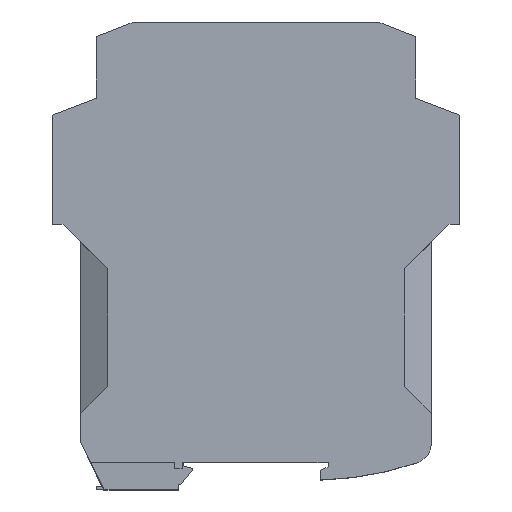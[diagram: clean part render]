
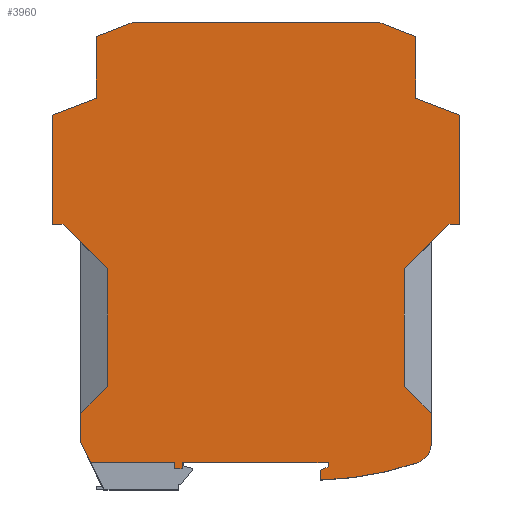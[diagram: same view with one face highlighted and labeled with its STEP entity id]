
A CAD part, top view. The second image highlights one B-rep face of the part: STEP entity #3960.
In plain terms, the highlighted planar face has unit normal (0, 0, 1).
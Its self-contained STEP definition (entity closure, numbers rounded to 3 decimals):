
#120=CARTESIAN_POINT('',(42.55,19.5,
22.6));
#130=VERTEX_POINT('',#120);
#600=CARTESIAN_POINT('',(42.55,12.211,
22.6));
#610=VERTEX_POINT('',#600);
#640=CARTESIAN_POINT('',(42.55,0.,22.6));
#650=DIRECTION('',(0.,-1.,0.));
#660=VECTOR('',#650,1.);
#670=LINE('',#640,#660);
#680=EDGE_CURVE('',#130,#610,#670,.T.);
#990=CARTESIAN_POINT('',(-19.75,6.,
22.6));
#1000=VERTEX_POINT('',#990);
#1030=CARTESIAN_POINT('',(0.,6.,22.6));
#1040=DIRECTION('',(-1.,0.,0.));
#1050=VECTOR('',#1040,1.);
#1060=LINE('',#1030,#1050);
#1070=CARTESIAN_POINT('',(-17.95,6.,
22.6));
#1080=VERTEX_POINT('',#1070);
#1090=EDGE_CURVE('',#1080,#1000,#1060,.T.);
#1360=CARTESIAN_POINT('',(46.85,65.4,
22.6));
#1370=VERTEX_POINT('',#1360);
#1420=CARTESIAN_POINT('',(0.,65.4,22.6));
#1430=DIRECTION('',(-1.,0.,0.));
#1440=VECTOR('',#1430,1.);
#1450=LINE('',#1420,#1440);
#1460=CARTESIAN_POINT('',(49.5,65.4,
22.6));
#1470=VERTEX_POINT('',#1460);
#1480=EDGE_CURVE('',#1470,#1370,#1450,.T.);
#1740=CARTESIAN_POINT('',(23.141,11.929,
22.6));
#1750=DIRECTION('',(0.,0.,-1.));
#1760=DIRECTION('',(-1.,0.,0.));
#1770=AXIS2_PLACEMENT_3D('',#1740,#1750,#1760);
#1780=PLANE('',#1770);
#1790=CARTESIAN_POINT('',(0.,62.05,22.6));
#1800=DIRECTION('',(-0.707,-0.707,0.));
#1810=VECTOR('',#1800,1.);
#1820=LINE('',#1790,#1810);
#1830=CARTESIAN_POINT('',(-36.05,26.,
22.6));
#1840=VERTEX_POINT('',#1830);
#1850=CARTESIAN_POINT('',(-42.55,19.5,
22.6));
#1860=VERTEX_POINT('',#1850);
#1870=EDGE_CURVE('',#1840,#1860,#1820,.T.);
#1880=ORIENTED_EDGE('',*,*,#1870,.T.);
#1890=CARTESIAN_POINT('',(-36.05,0.,22.6));
#1900=DIRECTION('',(0.,1.,0.));
#1910=VECTOR('',#1900,1.);
#1920=LINE('',#1890,#1910);
#1930=CARTESIAN_POINT('',(-36.05,54.6,
22.6));
#1940=VERTEX_POINT('',#1930);
#1950=EDGE_CURVE('',#1840,#1940,#1920,.T.);
#1960=ORIENTED_EDGE('',*,*,#1950,.F.);
#1970=CARTESIAN_POINT('',(0.,18.55,22.6));
#1980=DIRECTION('',(-0.707,0.707,0.));
#1990=VECTOR('',#1980,1.);
#2000=LINE('',#1970,#1990);
#2010=CARTESIAN_POINT('',(-46.85,65.4,
22.6));
#2020=VERTEX_POINT('',#2010);
#2030=EDGE_CURVE('',#1940,#2020,#2000,.T.);
#2040=ORIENTED_EDGE('',*,*,#2030,.F.);
#2050=CARTESIAN_POINT('',(0.,65.4,22.6));
#2060=DIRECTION('',(-1.,0.,0.));
#2070=VECTOR('',#2060,1.);
#2080=LINE('',#2050,#2070);
#2090=CARTESIAN_POINT('',(-49.5,65.4,
22.6));
#2100=VERTEX_POINT('',#2090);
#2110=EDGE_CURVE('',#2020,#2100,#2080,.T.);
#2120=ORIENTED_EDGE('',*,*,#2110,.F.);
#2130=CARTESIAN_POINT('',(-49.5,0.,22.6));
#2140=DIRECTION('',(0.,1.,0.));
#2150=VECTOR('',#2140,1.);
#2160=LINE('',#2130,#2150);
#2170=CARTESIAN_POINT('',(-49.5,91.9,
22.6));
#2180=VERTEX_POINT('',#2170);
#2190=EDGE_CURVE('',#2100,#2180,#2160,.T.);
#2200=ORIENTED_EDGE('',*,*,#2190,.F.);
#2210=CARTESIAN_POINT('',(0.,110.867,22.6));
#2220=DIRECTION('',(0.934,0.358,0.));
#2230=VECTOR('',#2220,1.);
#2240=LINE('',#2210,#2230);
#2250=CARTESIAN_POINT('',(-38.8,96.,
22.6));
#2260=VERTEX_POINT('',#2250);
#2270=EDGE_CURVE('',#2180,#2260,#2240,.T.);
#2280=ORIENTED_EDGE('',*,*,#2270,.F.);
#2290=CARTESIAN_POINT('',(-38.8,0.,22.6));
#2300=DIRECTION('',(0.,1.,0.));
#2310=VECTOR('',#2300,1.);
#2320=LINE('',#2290,#2310);
#2330=CARTESIAN_POINT('',(-38.8,110.968,
22.6));
#2340=VERTEX_POINT('',#2330);
#2350=EDGE_CURVE('',#2260,#2340,#2320,.T.);
#2360=ORIENTED_EDGE('',*,*,#2350,.F.);
#2370=CARTESIAN_POINT('',(0.,125.862,22.6));
#2380=DIRECTION('',(0.934,0.358,0.));
#2390=VECTOR('',#2380,1.);
#2400=LINE('',#2370,#2390);
#2410=CARTESIAN_POINT('',(-29.6,114.5,
22.6));
#2420=VERTEX_POINT('',#2410);
#2430=EDGE_CURVE('',#2340,#2420,#2400,.T.);
#2440=ORIENTED_EDGE('',*,*,#2430,.F.);
#2450=CARTESIAN_POINT('',(0.,114.5,22.6));
#2460=DIRECTION('',(-1.,0.,0.));
#2470=VECTOR('',#2460,1.);
#2480=LINE('',#2450,#2470);
#2490=CARTESIAN_POINT('',(29.6,114.5,
22.6));
#2500=VERTEX_POINT('',#2490);
#2510=EDGE_CURVE('',#2500,#2420,#2480,.T.);
#2520=ORIENTED_EDGE('',*,*,#2510,.T.);
#2530=CARTESIAN_POINT('',(0.,125.862,22.6));
#2540=DIRECTION('',(-0.934,0.358,0.));
#2550=VECTOR('',#2540,1.);
#2560=LINE('',#2530,#2550);
#2570=CARTESIAN_POINT('',(38.8,110.968,
22.6));
#2580=VERTEX_POINT('',#2570);
#2590=EDGE_CURVE('',#2580,#2500,#2560,.T.);
#2600=ORIENTED_EDGE('',*,*,#2590,.T.);
#2610=CARTESIAN_POINT('',(38.8,0.,22.6));
#2620=DIRECTION('',(0.,1.,0.));
#2630=VECTOR('',#2620,1.);
#2640=LINE('',#2610,#2630);
#2650=CARTESIAN_POINT('',(38.8,96.,
22.6));
#2660=VERTEX_POINT('',#2650);
#2670=EDGE_CURVE('',#2660,#2580,#2640,.T.);
#2680=ORIENTED_EDGE('',*,*,#2670,.T.);
#2690=CARTESIAN_POINT('',(0.,110.867,
22.6));
#2700=DIRECTION('',(-0.934,0.358,0.));
#2710=VECTOR('',#2700,1.);
#2720=LINE('',#2690,#2710);
#2730=CARTESIAN_POINT('',(49.5,91.9,
22.6));
#2740=VERTEX_POINT('',#2730);
#2750=EDGE_CURVE('',#2740,#2660,#2720,.T.);
#2760=ORIENTED_EDGE('',*,*,#2750,.T.);
#2770=CARTESIAN_POINT('',(49.5,0.,
22.6));
#2780=DIRECTION('',(0.,1.,0.));
#2790=VECTOR('',#2780,1.);
#2800=LINE('',#2770,#2790);
#2810=EDGE_CURVE('',#1470,#2740,#2800,.T.);
#2820=ORIENTED_EDGE('',*,*,#2810,.T.);
#2830=ORIENTED_EDGE('',*,*,#1480,.F.);
#2840=CARTESIAN_POINT('',(-18.55,0.,22.6));
#2850=DIRECTION('',(-0.707,-0.707,0.));
#2860=VECTOR('',#2850,1.);
#2870=LINE('',#2840,#2860);
#2880=CARTESIAN_POINT('',(36.05,54.6,
22.6));
#2890=VERTEX_POINT('',#2880);
#2900=EDGE_CURVE('',#1370,#2890,#2870,.T.);
#2910=ORIENTED_EDGE('',*,*,#2900,.F.);
#2920=CARTESIAN_POINT('',(36.05,0.,22.6));
#2930=DIRECTION('',(0.,-1.,0.));
#2940=VECTOR('',#2930,1.);
#2950=LINE('',#2920,#2940);
#2960=CARTESIAN_POINT('',(36.05,26.,
22.6));
#2970=VERTEX_POINT('',#2960);
#2980=EDGE_CURVE('',#2890,#2970,#2950,.T.);
#2990=ORIENTED_EDGE('',*,*,#2980,.F.);
#3000=CARTESIAN_POINT('',(0.,62.05,22.6));
#3010=DIRECTION('',(0.707,-0.707,0.));
#3020=VECTOR('',#3010,1.);
#3030=LINE('',#3000,#3020);
#3040=EDGE_CURVE('',#2970,#130,#3030,.T.);
#3050=ORIENTED_EDGE('',*,*,#3040,.F.);
#3060=ORIENTED_EDGE('',*,*,#680,.F.);
#3070=CARTESIAN_POINT('',(37.55,12.211,
22.6));
#3080=DIRECTION('',(0.,0.,1.));
#3090=DIRECTION('',(1.,0.,0.));
#3100=AXIS2_PLACEMENT_3D('',#3070,#3080,#3090);
#3110=CIRCLE('',#3100,5.);
#3120=CARTESIAN_POINT('',(39.153,7.475,
22.6));
#3130=VERTEX_POINT('',#3120);
#3140=EDGE_CURVE('',#3130,#610,#3110,.T.);
#3150=ORIENTED_EDGE('',*,*,#3140,.T.);
#3160=CARTESIAN_POINT('',(13.5,83.25,
22.6));
#3170=DIRECTION('',(0.,0.,1.));
#3180=DIRECTION('',(1.,0.,0.));
#3190=AXIS2_PLACEMENT_3D('',#3160,#3170,#3180);
#3200=CIRCLE('',#3190,80.);
#3210=CARTESIAN_POINT('',(15.7,3.28,
22.6));
#3220=VERTEX_POINT('',#3210);
#3230=EDGE_CURVE('',#3220,#3130,#3200,.T.);
#3240=ORIENTED_EDGE('',*,*,#3230,.T.);
#3250=CARTESIAN_POINT('',(15.7,0.,22.6));
#3260=DIRECTION('',(0.,1.,0.));
#3270=VECTOR('',#3260,1.);
#3280=LINE('',#3250,#3270);
#3290=CARTESIAN_POINT('',(15.7,5.661,
22.6));
#3300=VERTEX_POINT('',#3290);
#3310=EDGE_CURVE('',#3220,#3300,#3280,.T.);
#3320=ORIENTED_EDGE('',*,*,#3310,.F.);
#3330=CARTESIAN_POINT('',(0.,-1.66,22.6));
#3340=DIRECTION('',(0.906,0.423,0.));
#3350=VECTOR('',#3340,1.);
#3360=LINE('',#3330,#3350);
#3370=CARTESIAN_POINT('',(17.5,6.5,
22.6));
#3380=VERTEX_POINT('',#3370);
#3390=EDGE_CURVE('',#3300,#3380,#3360,.T.);
#3400=ORIENTED_EDGE('',*,*,#3390,.F.);
#3410=CARTESIAN_POINT('',(17.5,0.,22.6));
#3420=DIRECTION('',(0.,1.,0.));
#3430=VECTOR('',#3420,1.);
#3440=LINE('',#3410,#3430);
#3450=CARTESIAN_POINT('',(17.5,7.5,
22.6));
#3460=VERTEX_POINT('',#3450);
#3470=EDGE_CURVE('',#3380,#3460,#3440,.T.);
#3480=ORIENTED_EDGE('',*,*,#3470,.F.);
#3490=CARTESIAN_POINT('',(0.,7.5,22.6));
#3500=DIRECTION('',(1.,0.,0.));
#3510=VECTOR('',#3500,1.);
#3520=LINE('',#3490,#3510);
#3530=CARTESIAN_POINT('',(-17.95,7.5,
22.6));
#3540=VERTEX_POINT('',#3530);
#3550=EDGE_CURVE('',#3540,#3460,#3520,.T.);
#3560=ORIENTED_EDGE('',*,*,#3550,.T.);
#3570=CARTESIAN_POINT('',(-17.95,0.,22.6));
#3580=DIRECTION('',(0.,-1.,0.));
#3590=VECTOR('',#3580,1.);
#3600=LINE('',#3570,#3590);
#3610=EDGE_CURVE('',#3540,#1080,#3600,.T.);
#3620=ORIENTED_EDGE('',*,*,#3610,.F.);
#3630=ORIENTED_EDGE('',*,*,#1090,.F.);
#3640=CARTESIAN_POINT('',(-19.75,0.,22.6));
#3650=DIRECTION('',(0.,1.,0.));
#3660=VECTOR('',#3650,1.);
#3670=LINE('',#3640,#3660);
#3680=CARTESIAN_POINT('',(-19.75,7.5,
22.6));
#3690=VERTEX_POINT('',#3680);
#3700=EDGE_CURVE('',#1000,#3690,#3670,.T.);
#3710=ORIENTED_EDGE('',*,*,#3700,.F.);
#3720=CARTESIAN_POINT('',(0.,7.5,22.6));
#3730=DIRECTION('',(1.,0.,0.));
#3740=VECTOR('',#3730,1.);
#3750=LINE('',#3720,#3740);
#3760=CARTESIAN_POINT('',(-40.169,7.5,
22.6));
#3770=VERTEX_POINT('',#3760);
#3780=EDGE_CURVE('',#3770,#3690,#3750,.T.);
#3790=ORIENTED_EDGE('',*,*,#3780,.T.);
#3800=CARTESIAN_POINT('',(-36.598,0.,22.6));
#3810=DIRECTION('',(0.43,-0.903,0.));
#3820=VECTOR('',#3810,1.);
#3830=LINE('',#3800,#3820);
#3840=CARTESIAN_POINT('',(-42.55,12.5,
22.6));
#3850=VERTEX_POINT('',#3840);
#3860=EDGE_CURVE('',#3850,#3770,#3830,.T.);
#3870=ORIENTED_EDGE('',*,*,#3860,.T.);
#3880=CARTESIAN_POINT('',(-42.55,0.,22.6));
#3890=DIRECTION('',(0.,-1.,0.));
#3900=VECTOR('',#3890,1.);
#3910=LINE('',#3880,#3900);
#3920=EDGE_CURVE('',#1860,#3850,#3910,.T.);
#3930=ORIENTED_EDGE('',*,*,#3920,.T.);
#3940=EDGE_LOOP('',(#3930,#3870,#3790,#3710,#3630,#3620,#3560,#3480,
#3400,#3320,#3240,#3150,#3060,#3050,#2990,#2910,#2830,#2820,#2760,#2680,
#2600,#2520,#2440,#2360,#2280,#2200,#2120,#2040,#1960,#1880));
#3950=FACE_OUTER_BOUND('',#3940,.T.);
#3960=ADVANCED_FACE('F8966',(#3950),#1780,.F.);
